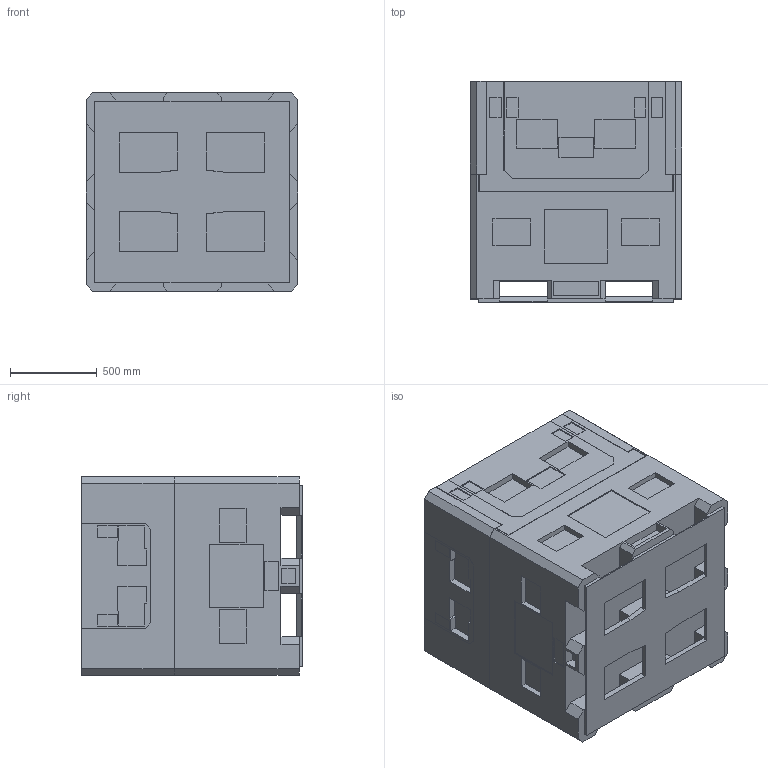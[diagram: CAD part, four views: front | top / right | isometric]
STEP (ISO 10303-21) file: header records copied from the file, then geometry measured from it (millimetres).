
FILE_DESCRIPTION((''),'2;1');
FILE_NAME('109395WSM_ASM','2025-06-20T15:13:11',('SYSTEM'),(''),'CREO PARAMETRIC BY PTC INC, 2023294','CREO PARAMETRIC BY PTC INC, 2023294','');
FILE_SCHEMA(('CONFIG_CONTROL_DESIGN'));
Length unit declared in the file: inch
Products named in the file (8): 109288SM; 109379SM; 109378SM; 109370SM; 109380SM; 109381SM; 109382SM; 109395WSM_ASM
Assembly tree (7 placements, depth 2):
  109395WSM_ASM
    109288SM
    109379SM
    109378SM
    109370SM
    109380SM
    109381SM
    109382SM
Bounding box: 1220.14 x 1271.37 x 1143.03 mm (x, y, z)
Volume: 288219471.6 mm3; surface area: 17353503 mm2
Topology: 7 solids, 7 shells, 1031 faces, 2972 edges, 1982 vertices
Faces by surface type: plane 835, cylinder 174, extrusion 22
Entity records: 36667 total; most frequent: CARTESIAN_POINT 10069, ORIENTED_EDGE 5942, DIRECTION 4668, EDGE_CURVE 2971, VECTOR 2602, LINE 2580, VERTEX_POINT 1980, EDGE_LOOP 1081
